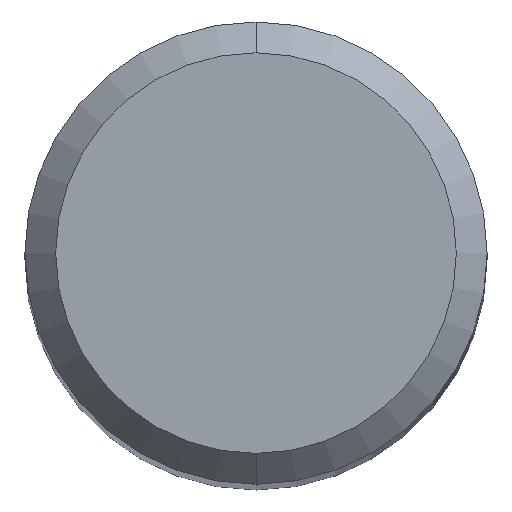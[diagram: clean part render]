
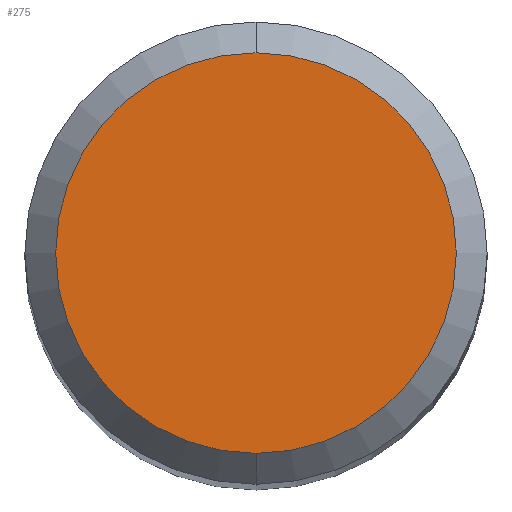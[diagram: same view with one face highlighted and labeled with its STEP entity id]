
A CAD part, top view. The second image highlights one B-rep face of the part: STEP entity #275.
In plain terms, the highlighted planar face has unit normal (0, 0, 1).
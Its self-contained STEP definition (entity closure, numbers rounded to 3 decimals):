
#267=VERTEX_POINT('',#569);
#275=ADVANCED_FACE('',(#577),#578,.T.);
#369=VERTEX_POINT('',#682);
#393=EDGE_CURVE('',#267,#369,#707,.T.);
#409=EDGE_CURVE('',#369,#267,#723,.T.);
#569=CARTESIAN_POINT('',(0.0,2.6,41.74));
#577=FACE_OUTER_BOUND('',#979,.T.);
#578=PLANE('',#980);
#682=CARTESIAN_POINT('',(0.,-2.6,41.74));
#707=CIRCLE('',#1298,2.6);
#723=CIRCLE('',#1349,2.6);
#979=EDGE_LOOP('',(#1535,#1536));
#980=AXIS2_PLACEMENT_3D('',#1537,#1538,#1539);
#1298=AXIS2_PLACEMENT_3D('',#1677,#1678,#1679);
#1349=AXIS2_PLACEMENT_3D('',#1686,#1687,#1688);
#1535=ORIENTED_EDGE('',*,*,#393,.F.);
#1536=ORIENTED_EDGE('',*,*,#409,.F.);
#1537=CARTESIAN_POINT('',(0.0,1.3,41.74));
#1538=DIRECTION('',(0.0,0.0,1.0));
#1539=DIRECTION('',(0.0,-1.0,0.0));
#1677=CARTESIAN_POINT('',(0.0,0.0,41.74));
#1678=DIRECTION('',(0.0,0.0,-1.0));
#1679=DIRECTION('',(0.0,1.0,0.0));
#1686=CARTESIAN_POINT('',(0.0,0.0,41.74));
#1687=DIRECTION('',(0.0,0.0,-1.0));
#1688=DIRECTION('',(0.0,1.0,0.0));
